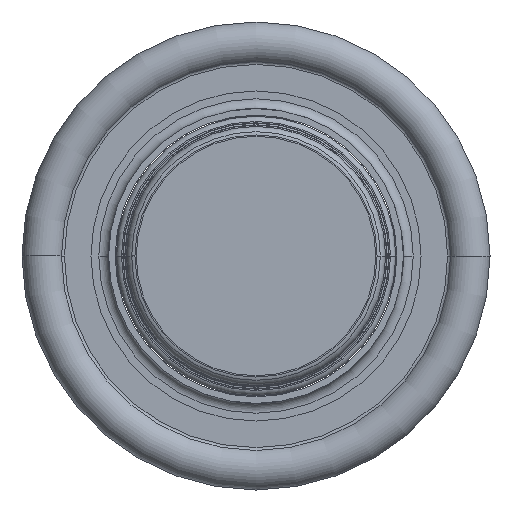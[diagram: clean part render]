
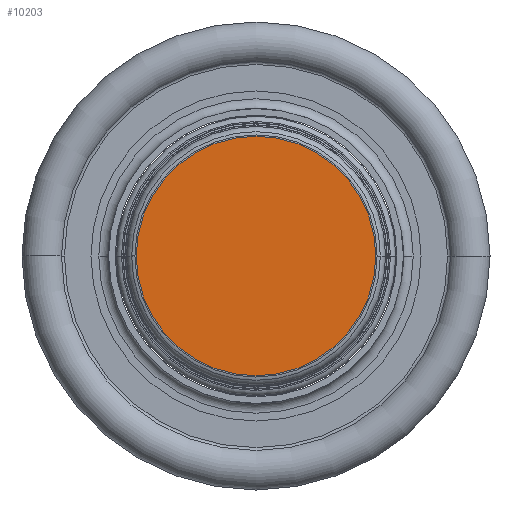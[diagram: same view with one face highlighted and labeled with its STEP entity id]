
A CAD part, front view. The second image highlights one B-rep face of the part: STEP entity #10203.
In plain terms, the highlighted face is planar.
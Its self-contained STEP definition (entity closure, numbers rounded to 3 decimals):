
#9656=CARTESIAN_POINT('',(0.,0.8,0.));
#9657=DIRECTION('',(0.,-1.,0.));
#9658=DIRECTION('',(1.,0.,0.));
#9659=AXIS2_PLACEMENT_3D('',#9656,#9657,#9658);
#9664=CARTESIAN_POINT('',(-18.325,0.8,0.007));
#9665=CARTESIAN_POINT('',(-18.325,0.8,0.005));
#9666=CARTESIAN_POINT('',(-18.325,0.8,0.002));
#9667=CARTESIAN_POINT('',(-18.325,0.8,0.));
#9672=CARTESIAN_POINT('',(0.,0.8,0.));
#9673=DIRECTION('',(0.,-1.,0.));
#9674=DIRECTION('',(-1.,0.,0.));
#9675=AXIS2_PLACEMENT_3D('',#9672,#9673,#9674);
#9680=CARTESIAN_POINT('',(18.325,0.8,-0.007));
#9681=CARTESIAN_POINT('',(18.325,0.8,-0.005));
#9682=CARTESIAN_POINT('',(18.325,0.8,-0.002));
#9683=CARTESIAN_POINT('',(18.325,0.8,0.));
#9774=CARTESIAN_POINT('',(-18.325,0.8,0.));
#9775=VERTEX_POINT('',#9774);
#9776=VERTEX_POINT('',#9664);
#9777=CARTESIAN_POINT('',(18.325,0.8,0.));
#9778=VERTEX_POINT('',#9777);
#9781=VERTEX_POINT('',#9680);
#10192=CARTESIAN_POINT('',(0.,0.8,0.));
#10193=DIRECTION('',(0.,1.,0.));
#10194=DIRECTION('',(1.,0.,0.));
#10195=AXIS2_PLACEMENT_3D('',#10192,#10193,#10194);
#10196=PLANE('',#10195);
#10197=ORIENTED_EDGE('',*,*,#10153,.T.);
#10198=ORIENTED_EDGE('',*,*,#10151,.T.);
#10199=ORIENTED_EDGE('',*,*,#10172,.T.);
#10200=ORIENTED_EDGE('',*,*,#10170,.T.);
#10201=EDGE_LOOP('',(#10197,#10198,#10199,#10200));
#10202=FACE_OUTER_BOUND('',#10201,.F.);
#9660=CIRCLE('',#9659,18.325);
#9668=B_SPLINE_CURVE_WITH_KNOTS('',3,(#9664,#9665,#9666,#9667),.UNSPECIFIED.,
.F.,.F.,(4,4),(0.,1.),.UNSPECIFIED.);
#9676=CIRCLE('',#9675,18.325);
#9684=B_SPLINE_CURVE_WITH_KNOTS('',3,(#9680,#9681,#9682,#9683),.UNSPECIFIED.,
.F.,.F.,(4,4),(0.,1.),.UNSPECIFIED.);
#10151=EDGE_CURVE('',#9776,#9775,#9668,.T.);
#10153=EDGE_CURVE('',#9778,#9776,#9660,.T.);
#10170=EDGE_CURVE('',#9781,#9778,#9684,.T.);
#10172=EDGE_CURVE('',#9775,#9781,#9676,.T.);
#10203=ADVANCED_FACE('',(#10202),#10196,.T.);
